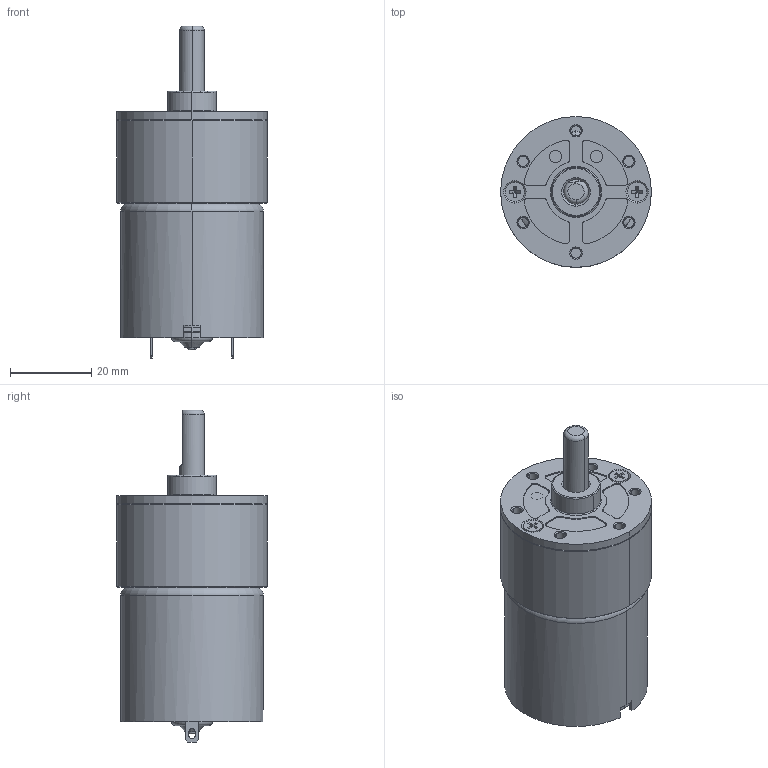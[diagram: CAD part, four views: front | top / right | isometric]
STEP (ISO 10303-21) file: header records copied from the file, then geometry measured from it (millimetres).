
FILE_DESCRIPTION (( 'STEP AP214' ), '1' );
FILE_NAME ('DC_Motor.STEP', '2018-03-09T17:05:03', ( '' ), ( '' ), 'SwSTEP 2.0', 'SolidWorks 2017', '' );
FILE_SCHEMA (( 'AUTOMOTIVE_DESIGN' ));
Length unit declared in the file: millimetre
Products named in the file (10): DC_Motor; Gear_reduction_shaft; shaft_bushing; Gear_reduction_cap; flat head screw_am_B18.6.7M - M2.5 x 0.45 x 6 Type I Cross Recessed FHMS --6N; DC_Motor_Shell; DC_Motor_Back_Plate; Motor_shaft; pan cross head_am_B18.6.7M - M2.5 x 0.45 x 6 Type I Cross Recessed PHMS --6N; Gear_reduction_casing
Assembly tree (13 placements, depth 2):
  DC_Motor
    DC_Motor_Shell
    DC_Motor_Back_Plate
    shaft_bushing  x2
    Motor_shaft
    Gear_reduction_casing
    Gear_reduction_cap
    Gear_reduction_shaft
    flat head screw_am_B18.6.7M - M2.5 x 0.45 x 6 Type I Cross Recessed FHMS --6N  x2
    pan cross head_am_B18.6.7M - M2.5 x 0.45 x 6 Type I Cross Recessed PHMS --6N  x3
Bounding box: 37 x 37 x 81.5 mm (x, y, z)
Volume: 15883.7 mm3; surface area: 24335.8 mm2
Topology: 13 solids, 13 shells, 466 faces, 1092 edges, 685 vertices
Faces by surface type: cylinder 194, plane 178, cone 58, torus 30, sphere 6
Entity records: 12296 total; most frequent: DIRECTION 2208, CARTESIAN_POINT 1963, ORIENTED_EDGE 1848, EDGE_CURVE 924, AXIS2_PLACEMENT_3D 886, VERTEX_POINT 585, CIRCLE 484, EDGE_LOOP 475
